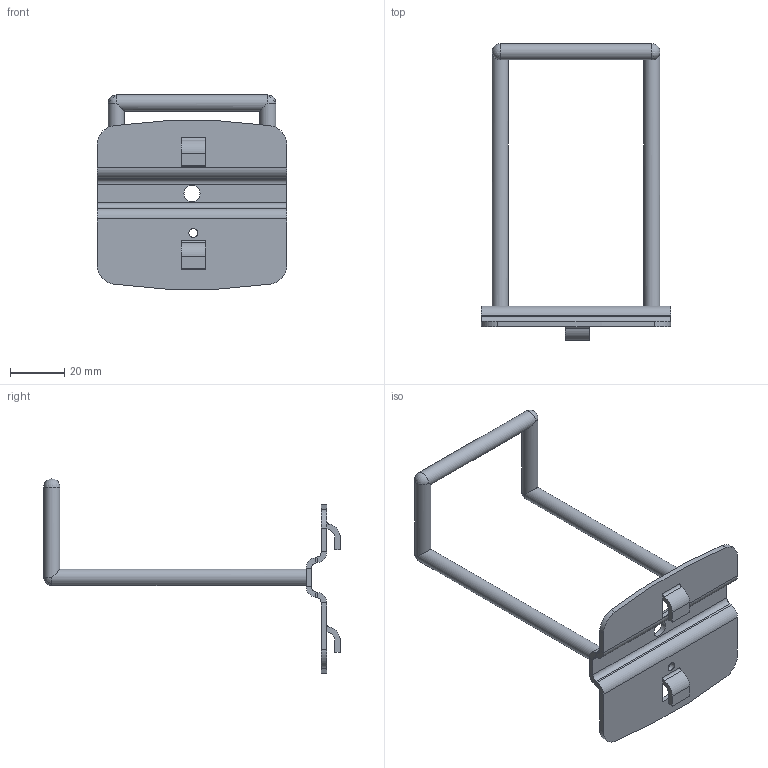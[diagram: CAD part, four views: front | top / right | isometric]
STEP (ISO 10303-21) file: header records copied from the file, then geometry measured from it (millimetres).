
FILE_DESCRIPTION((''),'2;1');
FILE_NAME('86509.stp','2020-12-16T15:10:21',('arma03'),(''),'Autodesk Inventor 2013','Autodesk Inventor 2013','');
FILE_SCHEMA(('AUTOMOTIVE_DESIGN { 1 0 10303 214 1 1 1 1 }'));
Length unit declared in the file: millimetre
Products named in the file (1): 86509
Bounding box: 70 x 109.59 x 71.77 mm (x, y, z)
Volume: 18060.3 mm3; surface area: 15858.6 mm2
Topology: 1 solids, 1 shells, 79 faces, 194 edges, 109 vertices
Faces by surface type: plane 46, cylinder 29, sphere 4
Full cylindrical faces by diameter (mm): 3.242 x1, 6 x6
Entity records: 2206 total; most frequent: DIRECTION 398, CARTESIAN_POINT 362, ORIENTED_EDGE 352, EDGE_CURVE 176, AXIS2_PLACEMENT_3D 142, VECTOR 114, LINE 114, VERTEX_POINT 106
